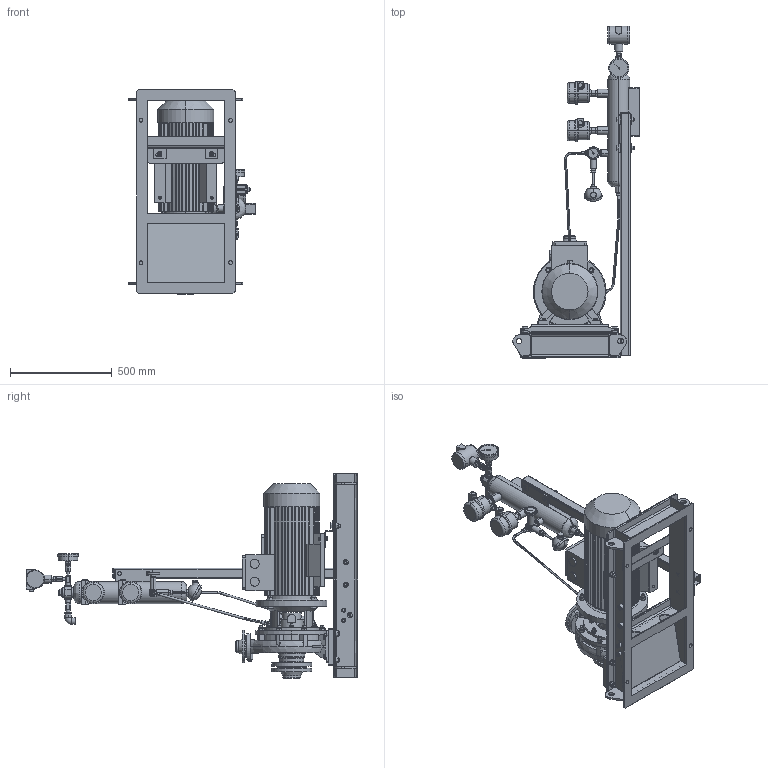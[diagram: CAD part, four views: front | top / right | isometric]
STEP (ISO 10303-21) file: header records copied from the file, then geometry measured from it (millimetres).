
FILE_DESCRIPTION (( 'STEP AP203' ), '1' );
FILE_NAME ('221-213-55Ò-ÐÑ2-15-02.step', '2023-07-26T14:23:45', ( 'adb' ), ( '' ), 'SwSTEP 2.0', 'SolidWorks 2016', '' );
FILE_SCHEMA (( 'CONFIG_CONTROL_DESIGN' ));
Length unit declared in the file: millimetre
Products named in the file (1): 221-213-55Ò-ÐÑ2-15-02
Bounding box: 620.8 x 1630.5 x 1005 mm (x, y, z)
Volume: 59067742.3 mm3; surface area: 6216959.2 mm2
Topology: 32 solids, 55 shells, 3421 faces, 8621 edges, 5552 vertices
Faces by surface type: plane 1760, cylinder 1233, cone 310, torus 65, bspline 43, sphere 10
Entity records: 119128 total; most frequent: CARTESIAN_POINT 36105, DIRECTION 17470, ORIENTED_EDGE 17210, EDGE_CURVE 8605, AXIS2_PLACEMENT_3D 6594, VERTEX_POINT 5546, VECTOR 4282, LINE 4282
